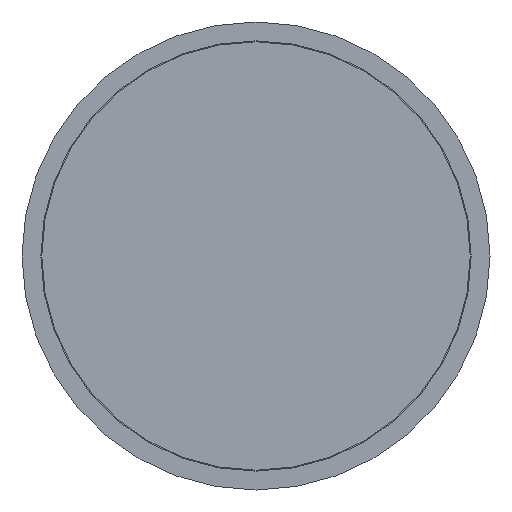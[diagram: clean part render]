
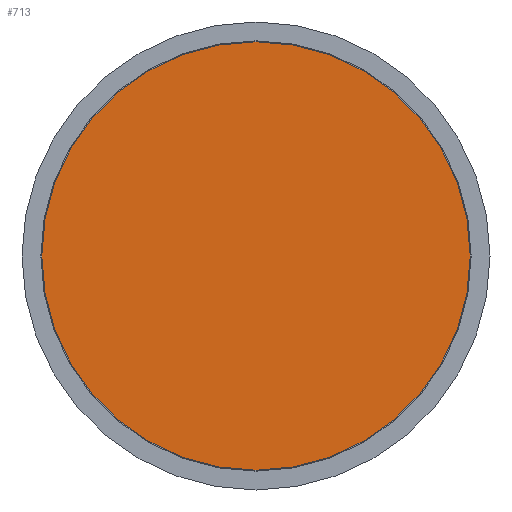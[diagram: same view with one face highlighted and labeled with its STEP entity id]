
A CAD part, front view. The second image highlights one B-rep face of the part: STEP entity #713.
In plain terms, the highlighted planar face has unit normal (0, -1, 0).
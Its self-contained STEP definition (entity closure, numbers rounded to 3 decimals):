
#4 = DIRECTION ( 'NONE',  ( 0., 1., 0. ) ) ;
#107 = EDGE_CURVE ( 'NONE', #532, #532, #279, .T. ) ;
#136 = EDGE_LOOP ( 'NONE', ( #677 ) ) ;
#151 = DIRECTION ( 'NONE',  ( 0., 0., 1. ) ) ;
#231 = PLANE ( 'NONE',  #795 ) ;
#258 = DIRECTION ( 'NONE',  ( 0., 0., -1. ) ) ;
#279 = CIRCLE ( 'NONE', #675, 56.75 ) ;
#532 = VERTEX_POINT ( 'NONE', #937 ) ;
#675 = AXIS2_PLACEMENT_3D ( 'NONE', #977, #749, #258 ) ;
#677 = ORIENTED_EDGE ( 'NONE', *, *, #107, .T. ) ;
#712 = FACE_OUTER_BOUND ( 'NONE', #136, .T. ) ;
#713 = ADVANCED_FACE ( 'NONE', ( #712 ), #231, .F. ) ;
#749 = DIRECTION ( 'NONE',  ( 0., -1., 0. ) ) ;
#795 = AXIS2_PLACEMENT_3D ( 'NONE', #866, #4, #151 ) ;
#866 = CARTESIAN_POINT ( 'NONE',  ( -56.75, 0., 0. ) ) ;
#937 = CARTESIAN_POINT ( 'NONE',  ( 0., 0., -56.75 ) ) ;
#977 = CARTESIAN_POINT ( 'NONE',  ( 0., 0., 0. ) ) ;
